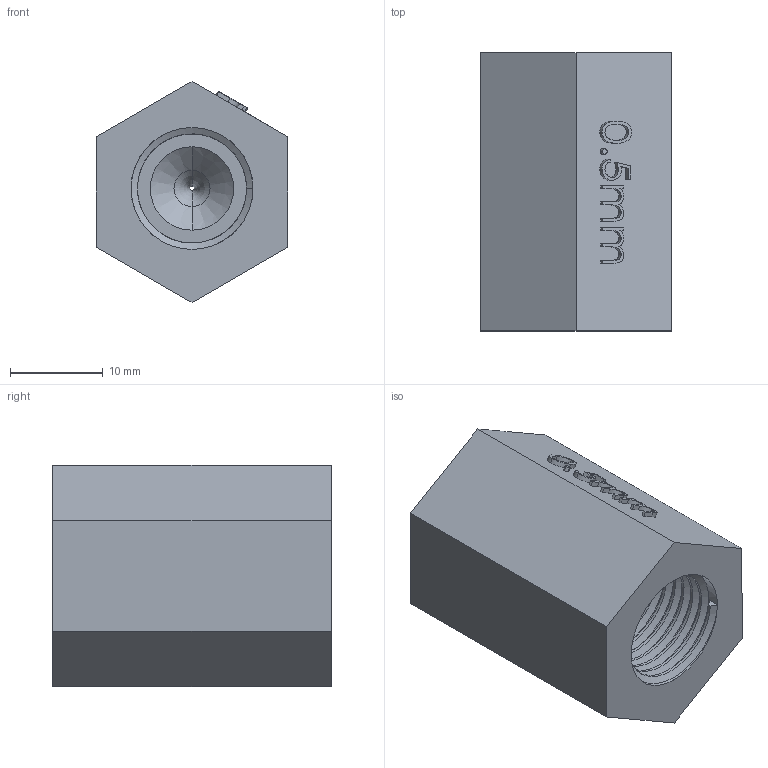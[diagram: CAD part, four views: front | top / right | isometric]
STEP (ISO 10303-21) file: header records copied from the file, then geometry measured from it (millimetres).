
FILE_DESCRIPTION (( 'STEP AP214' ), '1' );
FILE_NAME ('Choke_Point_05.STEP', '2025-05-14T12:50:38', ( '' ), ( '' ), 'SwSTEP 2.0', 'SolidWorks 2024', '' );
FILE_SCHEMA (( 'AUTOMOTIVE_DESIGN' ));
Length unit declared in the file: millimetre
Products named in the file (1): Choke_Point_05
Bounding box: 20.66 x 30 x 23.86 mm (x, y, z)
Volume: 8729.1 mm3; surface area: 4058.4 mm2
Topology: 1 solids, 1 shells, 129 faces, 349 edges, 230 vertices
Faces by surface type: plane 46, bspline 45, cylinder 30, torus 4, cone 4
Entity records: 8637 total; most frequent: CARTESIAN_POINT 5848, ORIENTED_EDGE 698, DIRECTION 385, EDGE_CURVE 349, VERTEX_POINT 230, VECTOR 175, LINE 175, EDGE_LOOP 139
